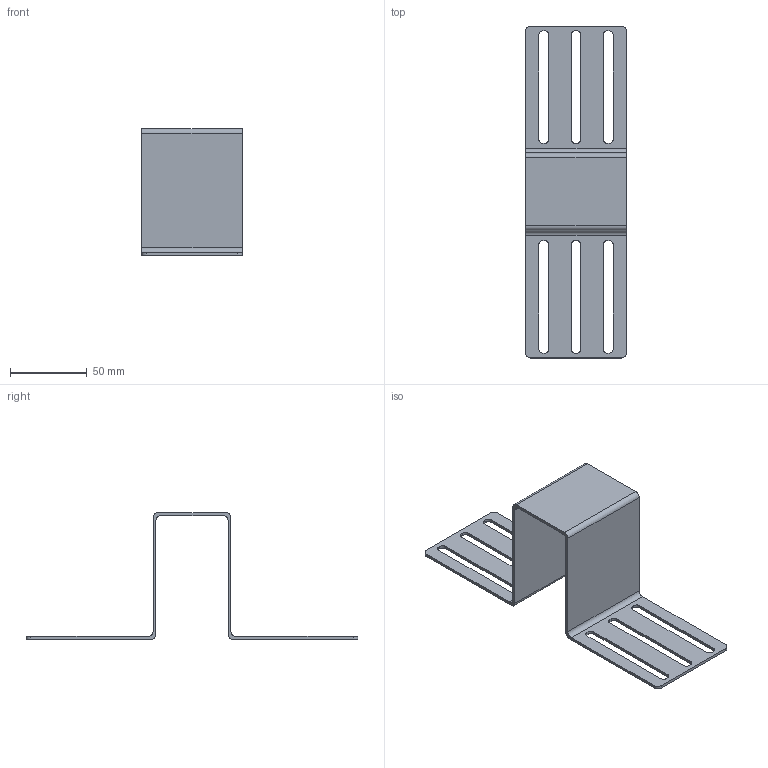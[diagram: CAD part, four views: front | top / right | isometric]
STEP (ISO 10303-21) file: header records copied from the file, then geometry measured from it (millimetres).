
FILE_DESCRIPTION(/* description */ (''),/* implementation_level */ '2;1');
FILE_NAME(/* name */ 'BusductAttachment_busSTRUT_DKU-ST-A-(F)-X.stp',/* time_stamp */ '2024-10-23T14:04:33+03:00',/* author */ ('fkris'),/* organization */ (''),/* preprocessor_version */ 'ST-DEVELOPER v18.1',/* originating_system */ 'Autodesk Inventor 2021',/* authorisation */ '');
FILE_SCHEMA (('AUTOMOTIVE_DESIGN { 1 0 10303 214 3 1 1 }'));
Length unit declared in the file: foot
Products named in the file (2): BusductAttachment_busSTRUT_DKU-ST-A-(F)-X; BusductAttachment_busSTRUT_DKU-ST-A-(F)-X_1
Assembly tree (1 placements, depth 2):
  BusductAttachment_busSTRUT_DKU-ST-A-(F)-X
    BusductAttachment_busSTRUT_DKU-ST-A-(F)-X_1
Bounding box: 65.53 x 215.9 x 82.49 mm (x, y, z)
Volume: 41789.3 mm3; surface area: 46625 mm2
Topology: 1 solids, 1 shells, 75 faces, 219 edges, 146 vertices
Faces by surface type: plane 38, cylinder 37
Full cylindrical faces by diameter (mm): 3.962 x1
Entity records: 2613 total; most frequent: DIRECTION 449, CARTESIAN_POINT 443, ORIENTED_EDGE 438, EDGE_CURVE 219, AXIS2_PLACEMENT_3D 152, VERTEX_POINT 146, LINE 145, VECTOR 145
